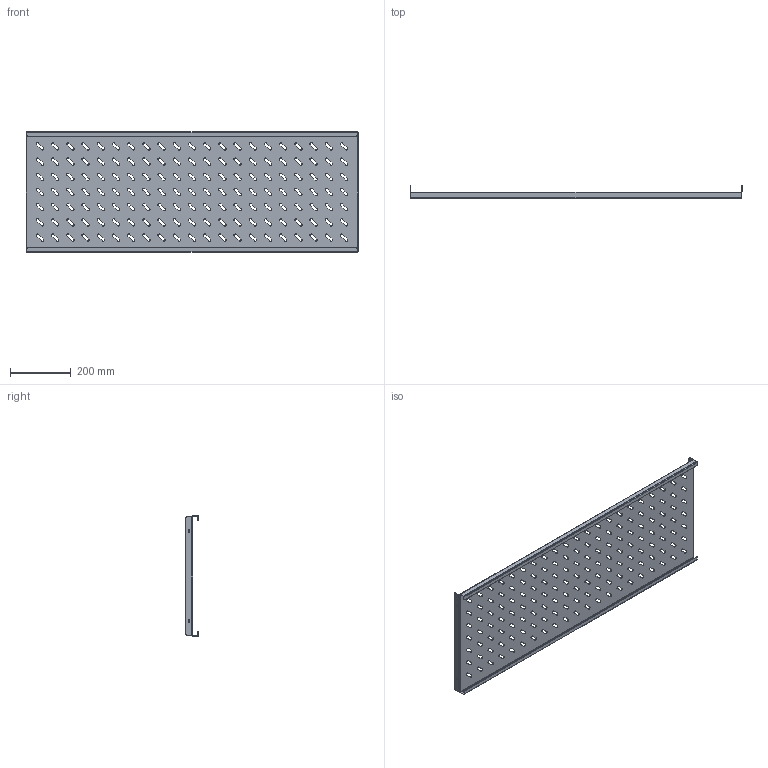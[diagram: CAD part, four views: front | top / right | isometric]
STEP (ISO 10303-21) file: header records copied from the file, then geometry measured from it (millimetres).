
FILE_DESCRIPTION (( 'STEP AP214' ), '1' );
FILE_NAME ('945.226.STEP', '2024-09-23T06:58:48', ( '' ), ( '' ), 'SwSTEP 2.0', 'SolidWorks 2021', '' );
FILE_SCHEMA (( 'AUTOMOTIVE_DESIGN' ));
Length unit declared in the file: millimetre
Products named in the file (1): 945.226
Bounding box: 1092 x 41 x 397 mm (x, y, z)
Volume: 717627.5 mm3; surface area: 977314.3 mm2
Topology: 1 solids, 1 shells, 803 faces, 2375 edges, 1574 vertices
Faces by surface type: cylinder 469, plane 334
Entity records: 27781 total; most frequent: DIRECTION 4921, CARTESIAN_POINT 4753, ORIENTED_EDGE 4750, EDGE_CURVE 2375, AXIS2_PLACEMENT_3D 1742, VERTEX_POINT 1574, LINE 1437, VECTOR 1437
